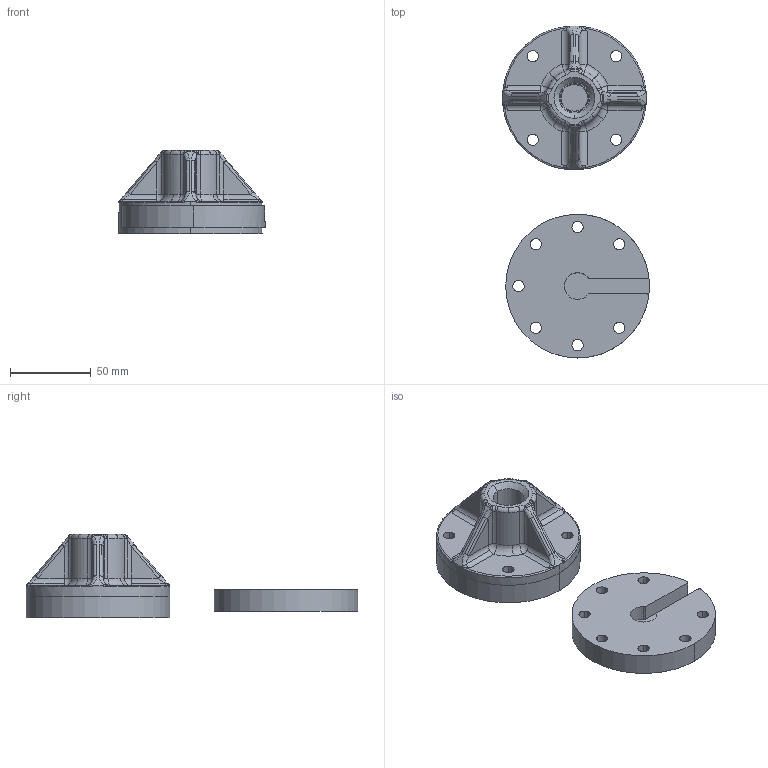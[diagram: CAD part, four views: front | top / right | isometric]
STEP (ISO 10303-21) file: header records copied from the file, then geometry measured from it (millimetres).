
FILE_DESCRIPTION( ( 'Argon' ), 'Build 877' );
FILE_NAME( 'baseMntFlangeOptionalWireChamberSideExit.stp', ' ', ( 'Lee Clore' ), ( 'Onyx Industries' ), 'ACIS Interop', 'Ashlar, Incorporated', 'Argon BY ASHLAR, INCORPORATED' );
FILE_SCHEMA( ( 'automotive_design' ) );
Length unit declared in the file: inch
Products named in the file (3): 1; 2; 3
Bounding box: 90.84 x 205.28 x 51.44 mm (x, y, z)
Volume: 218065.4 mm3; surface area: 58699.9 mm2
Topology: 3 solids, 3 shells, 233 faces, 638 edges, 396 vertices
Faces by surface type: cylinder 120, torus 40, plane 29, bspline 24, sphere 16, cone 4
Entity records: 17412 total; most frequent: CARTESIAN_POINT 4318, DIRECTION 1394, STYLED_ITEM 1254, PRESENTATION_STYLE_ASSIGNMENT 1254, COLOUR_RGB 1254, ORIENTED_EDGE 1244, EDGE_CURVE 622, CURVE_STYLE 622
